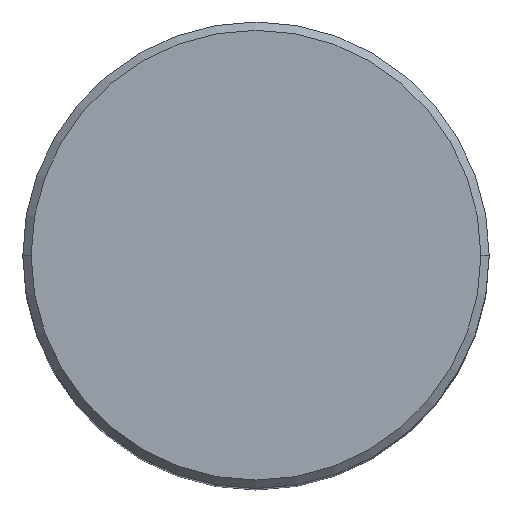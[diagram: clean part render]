
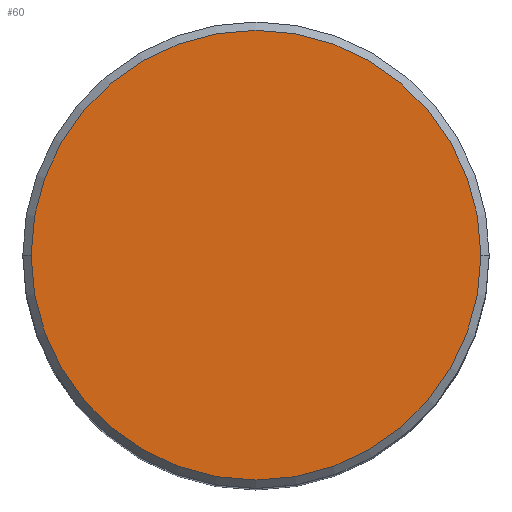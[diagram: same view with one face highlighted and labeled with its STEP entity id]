
A CAD part, top view. The second image highlights one B-rep face of the part: STEP entity #60.
In plain terms, the highlighted planar face has unit normal (0, 0, 1).
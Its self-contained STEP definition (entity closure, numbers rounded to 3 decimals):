
#16 = EDGE_LOOP ( 'NONE', ( #327, #556 ) ) ;
#21 = CIRCLE ( 'NONE', #52, 13.5 ) ;
#34 = AXIS2_PLACEMENT_3D ( 'NONE', #280, #339, #62 ) ;
#52 = AXIS2_PLACEMENT_3D ( 'NONE', #256, #295, #563 ) ;
#60 = ADVANCED_FACE ( 'NONE', ( #193 ), #235, .T. ) ;
#62 = DIRECTION ( 'NONE',  ( 1., 0., 0. ) ) ;
#108 = CARTESIAN_POINT ( 'NONE',  ( -13.5, 0., 0. ) ) ;
#119 = CARTESIAN_POINT ( 'NONE',  ( 13.5, 0., 0. ) ) ;
#165 = AXIS2_PLACEMENT_3D ( 'NONE', #445, #183, #362 ) ;
#183 = DIRECTION ( 'NONE',  ( 0., 0., 1. ) ) ;
#193 = FACE_OUTER_BOUND ( 'NONE', #16, .T. ) ;
#235 = PLANE ( 'NONE',  #34 ) ;
#256 = CARTESIAN_POINT ( 'NONE',  ( 0., 0., 0. ) ) ;
#280 = CARTESIAN_POINT ( 'NONE',  ( 0., 0., 0. ) ) ;
#295 = DIRECTION ( 'NONE',  ( 0., 0., 1. ) ) ;
#327 = ORIENTED_EDGE ( 'NONE', *, *, #390, .T. ) ;
#339 = DIRECTION ( 'NONE',  ( 0., 0., 1. ) ) ;
#362 = DIRECTION ( 'NONE',  ( 1., 0., 0. ) ) ;
#366 = VERTEX_POINT ( 'NONE', #108 ) ;
#384 = CIRCLE ( 'NONE', #165, 13.5 ) ;
#387 = VERTEX_POINT ( 'NONE', #119 ) ;
#390 = EDGE_CURVE ( 'NONE', #366, #387, #21, .T. ) ;
#445 = CARTESIAN_POINT ( 'NONE',  ( 0., 0., 0. ) ) ;
#478 = EDGE_CURVE ( 'NONE', #387, #366, #384, .T. ) ;
#556 = ORIENTED_EDGE ( 'NONE', *, *, #478, .T. ) ;
#563 = DIRECTION ( 'NONE',  ( 1., 0., 0. ) ) ;
